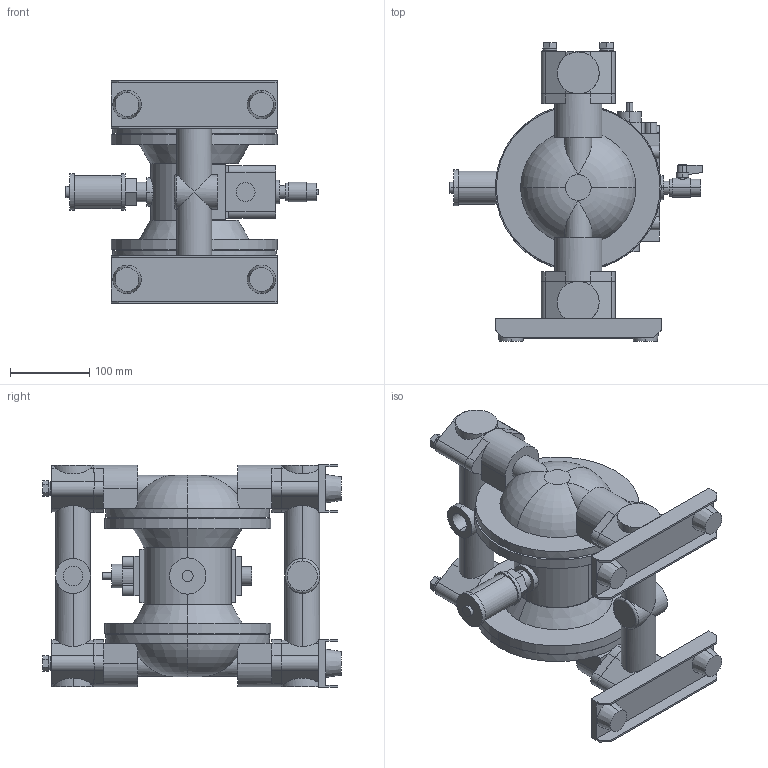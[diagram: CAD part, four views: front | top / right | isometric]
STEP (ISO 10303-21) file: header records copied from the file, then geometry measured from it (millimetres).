
FILE_DESCRIPTION (( 'STEP AP214' ), '1' );
FILE_NAME ('NDP-25 BS□ YA.STEP', '2008-01-22T09:07:23', ( '斉藤　三喜男' ), ( '㈱ヤマダコーポレーション' ), 'SwSTEP 2.0', 'SolidWorks 2006303', '' );
FILE_SCHEMA (( 'AUTOMOTIVE_DESIGN' ));
Length unit declared in the file: millimetre
Products named in the file (1): NDP-25 BS□ YA
Bounding box: 319.32 x 377.8 x 281 mm (x, y, z)
Volume: 6832050.4 mm3; surface area: 545255.9 mm2
Topology: 1 solids, 1 shells, 538 faces, 1401 edges, 901 vertices
Faces by surface type: plane 317, cylinder 197, cone 12, torus 12
Entity records: 17483 total; most frequent: CARTESIAN_POINT 4092, DIRECTION 2846, ORIENTED_EDGE 2802, EDGE_CURVE 1401, AXIS2_PLACEMENT_3D 1020, VERTEX_POINT 901, VECTOR 806, LINE 806
